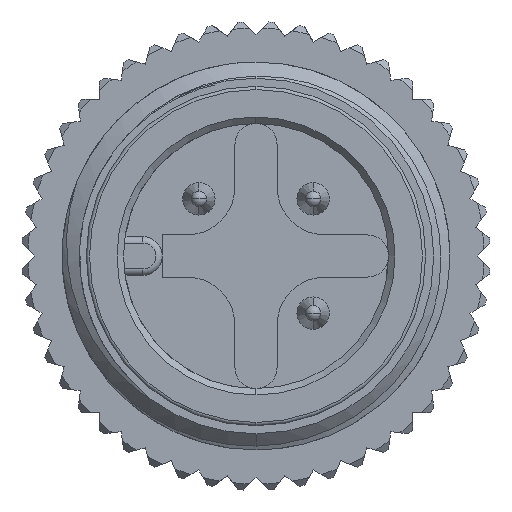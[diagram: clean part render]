
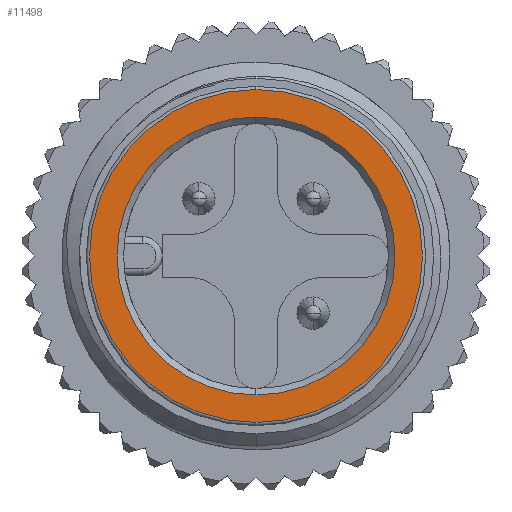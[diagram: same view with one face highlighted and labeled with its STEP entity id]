
A CAD part, left-side view. The second image highlights one B-rep face of the part: STEP entity #11498.
In plain terms, the highlighted planar face has unit normal (-1, 0, 0).
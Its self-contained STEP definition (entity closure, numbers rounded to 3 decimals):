
#348 = CARTESIAN_POINT ( 'NONE',  ( -9., 0., 0. ) ) ;
#494 = CIRCLE ( 'NONE', #4787, 5.15 ) ;
#1589 = EDGE_CURVE ( 'NONE', #3073, #6897, #2098, .T. ) ;
#1622 = VERTEX_POINT ( 'NONE', #9190 ) ;
#2098 = CIRCLE ( 'NONE', #6858, 4.3 ) ;
#3027 = CIRCLE ( 'NONE', #15894, 5.15 ) ;
#3073 = VERTEX_POINT ( 'NONE', #11206 ) ;
#3123 = CARTESIAN_POINT ( 'NONE',  ( -9., 4.1, 0. ) ) ;
#3228 = DIRECTION ( 'NONE',  ( 1., 0., 0. ) ) ;
#3552 = ORIENTED_EDGE ( 'NONE', *, *, #13938, .T. ) ;
#4012 = CARTESIAN_POINT ( 'NONE',  ( -9., 0., 0. ) ) ;
#4079 = DIRECTION ( 'NONE',  ( -1., 0., 0. ) ) ;
#4183 = DIRECTION ( 'NONE',  ( -1., 0., 0. ) ) ;
#4787 = AXIS2_PLACEMENT_3D ( 'NONE', #348, #4079, #5472 ) ;
#5047 = EDGE_CURVE ( 'NONE', #12965, #1622, #3027, .T. ) ;
#5102 = CIRCLE ( 'NONE', #6697, 4.3 ) ;
#5213 = FACE_BOUND ( 'NONE', #14071, .T. ) ;
#5472 = DIRECTION ( 'NONE',  ( 0., 0., -1. ) ) ;
#6697 = AXIS2_PLACEMENT_3D ( 'NONE', #4012, #10410, #10534 ) ;
#6858 = AXIS2_PLACEMENT_3D ( 'NONE', #12826, #7939, #15353 ) ;
#6897 = VERTEX_POINT ( 'NONE', #12959 ) ;
#7770 = AXIS2_PLACEMENT_3D ( 'NONE', #3123, #3228, #9569 ) ;
#7939 = DIRECTION ( 'NONE',  ( 1., 0., 0. ) ) ;
#8046 = DIRECTION ( 'NONE',  ( 0., 0., -1. ) ) ;
#9190 = CARTESIAN_POINT ( 'NONE',  ( -9., 0., -5.15 ) ) ;
#9569 = DIRECTION ( 'NONE',  ( 0., 0., -1. ) ) ;
#9899 = ORIENTED_EDGE ( 'NONE', *, *, #1589, .T. ) ;
#9965 = CARTESIAN_POINT ( 'NONE',  ( -9., 0., 5.15 ) ) ;
#10410 = DIRECTION ( 'NONE',  ( 1., 0., 0. ) ) ;
#10534 = DIRECTION ( 'NONE',  ( 0., 0., -1. ) ) ;
#11206 = CARTESIAN_POINT ( 'NONE',  ( -9., 0., -4.3 ) ) ;
#11249 = FACE_OUTER_BOUND ( 'NONE', #11412, .T. ) ;
#11412 = EDGE_LOOP ( 'NONE', ( #3552, #14383 ) ) ;
#11498 = ADVANCED_FACE ( 'NONE', ( #5213, #11249 ), #14842, .F. ) ;
#12826 = CARTESIAN_POINT ( 'NONE',  ( -9., 0., 0. ) ) ;
#12959 = CARTESIAN_POINT ( 'NONE',  ( -9., 0., 4.3 ) ) ;
#12965 = VERTEX_POINT ( 'NONE', #9965 ) ;
#13571 = ORIENTED_EDGE ( 'NONE', *, *, #15405, .T. ) ;
#13938 = EDGE_CURVE ( 'NONE', #1622, #12965, #494, .T. ) ;
#14071 = EDGE_LOOP ( 'NONE', ( #13571, #9899 ) ) ;
#14383 = ORIENTED_EDGE ( 'NONE', *, *, #5047, .T. ) ;
#14517 = CARTESIAN_POINT ( 'NONE',  ( -9., 0., 0. ) ) ;
#14842 = PLANE ( 'NONE',  #7770 ) ;
#15353 = DIRECTION ( 'NONE',  ( 0., 0., -1. ) ) ;
#15405 = EDGE_CURVE ( 'NONE', #6897, #3073, #5102, .T. ) ;
#15894 = AXIS2_PLACEMENT_3D ( 'NONE', #14517, #4183, #8046 ) ;
